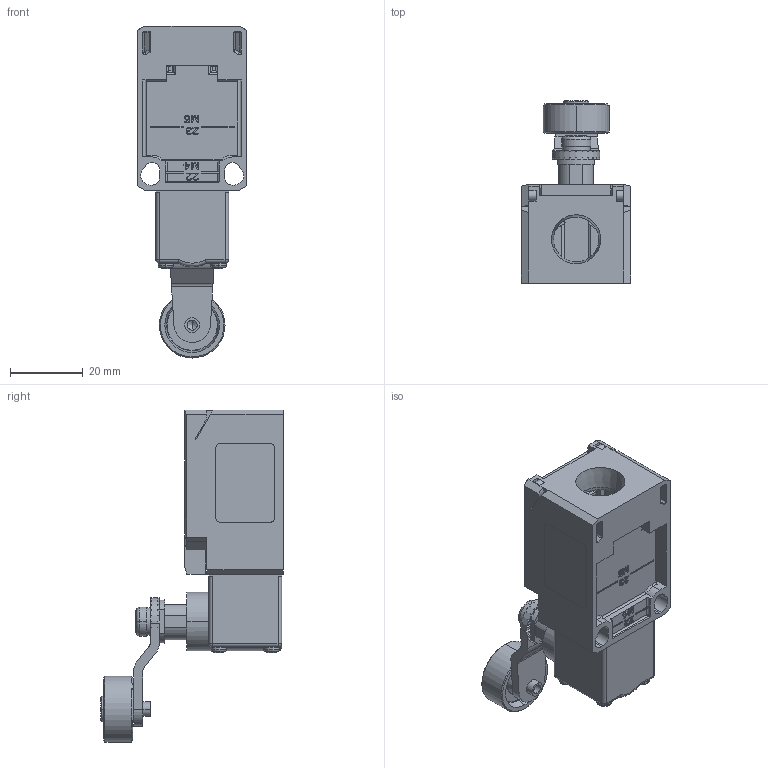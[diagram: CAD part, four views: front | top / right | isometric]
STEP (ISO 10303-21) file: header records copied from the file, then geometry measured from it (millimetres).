
FILE_DESCRIPTION((''),'2;1');
FILE_NAME('212896_ASM','2019-12-23T10:10:44',('PDMAdmin'),('BANNER ENGINEERING'),'CREO PARAMETRIC BY PTC INC, 2019292','CREO PARAMETRIC BY PTC INC, 2019292','');
FILE_SCHEMA(('CONFIG_CONTROL_DESIGN'));
Length unit declared in the file: millimetre
Products named in the file (4): SI-LS83LA18X_BODY_ASM_AF0; SI-LS83LA18X_ROLLER_ASM_AF0; 93035_AF0_ASM; 212896_ASM
Assembly tree (3 placements, depth 3):
  212896_ASM
    93035_AF0_ASM
      SI-LS83LA18X_BODY_ASM_AF0
      SI-LS83LA18X_ROLLER_ASM_AF0
Bounding box: 30.1 x 50.15 x 91 mm (x, y, z)
Volume: 22106.9 mm3; surface area: 22323.6 mm2
Topology: 2 solids, 2 shells, 1752 faces, 4872 edges, 3045 vertices
Faces by surface type: plane 1191, cylinder 342, cone 72, sphere 68, torus 63, bspline 16
Entity records: 57531 total; most frequent: CARTESIAN_POINT 13506, ORIENTED_EDGE 9572, DIRECTION 8720, EDGE_CURVE 4786, VERTEX_POINT 3045, VECTOR 3044, LINE 3044, AXIS2_PLACEMENT_3D 2838
